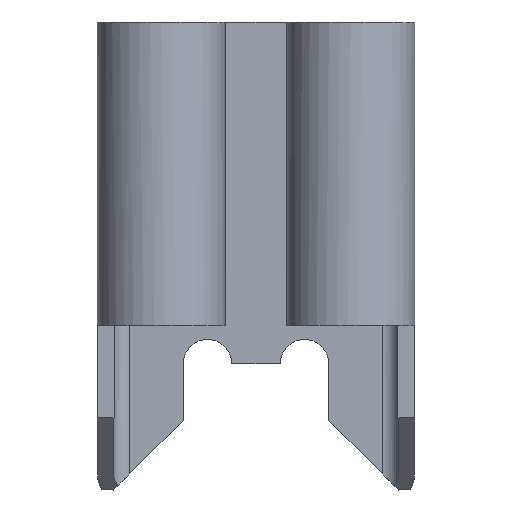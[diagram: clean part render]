
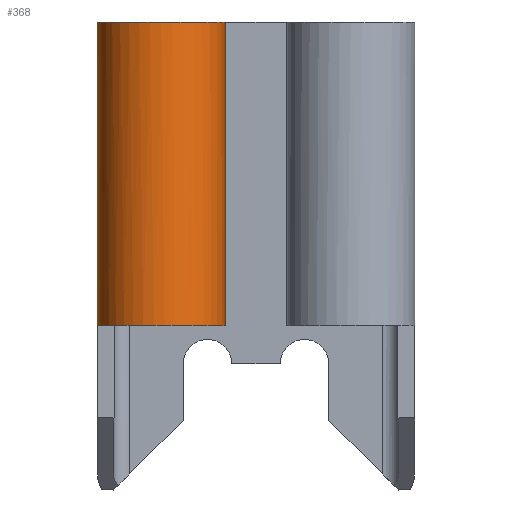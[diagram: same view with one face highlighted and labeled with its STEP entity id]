
A CAD part, top view. The second image highlights one B-rep face of the part: STEP entity #368.
In plain terms, the highlighted cylindrical face has radius 2.007 mm (diameter 4.013 mm), a partial arc.
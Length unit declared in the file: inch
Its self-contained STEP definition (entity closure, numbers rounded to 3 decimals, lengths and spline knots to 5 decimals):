
#32 = CARTESIAN_POINT ( 'NONE',  ( -0.038, 0.578, 0. ) ) ;
#100 = CARTESIAN_POINT ( 'NONE',  ( -0.196, 0.081, 0. ) ) ;
#127 =( BOUNDED_CURVE ( )  B_SPLINE_CURVE ( 3, ( #100, #818, #1051, #207 ),
 .UNSPECIFIED., .F., .T. ) 
 B_SPLINE_CURVE_WITH_KNOTS ( ( 4, 4 ),
 ( 1.5708, 1.67224 ),
 .UNSPECIFIED. ) 
 CURVE ( )  GEOMETRIC_REPRESENTATION_ITEM ( )  RATIONAL_B_SPLINE_CURVE ( ( 1., 0.999, 0.999, 1. ) ) 
 REPRESENTATION_ITEM ( '' )  );
#188 = DIRECTION ( 'NONE',  ( 0., 0., -1. ) ) ;
#207 = CARTESIAN_POINT ( 'NONE',  ( -0.19559, 0.089, 0.008 ) ) ;
#213 = VERTEX_POINT ( 'NONE', #904 ) ;
#263 = ORIENTED_EDGE ( 'NONE', *, *, #899, .F. ) ;
#275 = VECTOR ( 'NONE', #1054, 39.37008 ) ;
#284 = ORIENTED_EDGE ( 'NONE', *, *, #1279, .T. ) ;
#306 = DIRECTION ( 'NONE',  ( 0., -1., 0. ) ) ;
#368 = ADVANCED_FACE ( 'NONE', ( #938 ), #1147, .T. ) ;
#434 = CARTESIAN_POINT ( 'NONE',  ( -0.19559, 0.578, 0.008 ) ) ;
#435 = CARTESIAN_POINT ( 'NONE',  ( -0.196, 0.578, 0. ) ) ;
#473 = DIRECTION ( 'NONE',  ( 0., -1., 0. ) ) ;
#486 = DIRECTION ( 'NONE',  ( 0., -1., 0. ) ) ;
#535 = EDGE_LOOP ( 'NONE', ( #284, #915, #1169, #263, #786, #901 ) ) ;
#539 = EDGE_CURVE ( 'NONE', #756, #1323, #796, .T. ) ;
#576 = VECTOR ( 'NONE', #473, 39.37008 ) ;
#604 = EDGE_CURVE ( 'NONE', #961, #614, #704, .T. ) ;
#614 = VERTEX_POINT ( 'NONE', #1410 ) ;
#628 = AXIS2_PLACEMENT_3D ( 'NONE', #965, #306, #188 ) ;
#645 = CARTESIAN_POINT ( 'NONE',  ( -0.196, 0.578, 0. ) ) ;
#655 = AXIS2_PLACEMENT_3D ( 'NONE', #911, #486, #1245 ) ;
#704 = LINE ( 'NONE', #434, #275 ) ;
#707 = DIRECTION ( 'NONE',  ( 0., -1., 0. ) ) ;
#749 = CIRCLE ( 'NONE', #655, 0.079 ) ;
#756 = VERTEX_POINT ( 'NONE', #1357 ) ;
#786 = ORIENTED_EDGE ( 'NONE', *, *, #819, .F. ) ;
#796 = CIRCLE ( 'NONE', #805, 0.079 ) ;
#805 = AXIS2_PLACEMENT_3D ( 'NONE', #1043, #707, #1041 ) ;
#818 = CARTESIAN_POINT ( 'NONE',  ( -0.196, 0.08367, 0.00267 ) ) ;
#819 = EDGE_CURVE ( 'NONE', #756, #213, #866, .T. ) ;
#861 = CARTESIAN_POINT ( 'NONE',  ( -0.196, 0.081, 0. ) ) ;
#866 = LINE ( 'NONE', #32, #576 ) ;
#899 = EDGE_CURVE ( 'NONE', #213, #614, #749, .T. ) ;
#901 = ORIENTED_EDGE ( 'NONE', *, *, #539, .T. ) ;
#904 = CARTESIAN_POINT ( 'NONE',  ( -0.038, 0.203, 0. ) ) ;
#911 = CARTESIAN_POINT ( 'NONE',  ( -0.117, 0.203, 0. ) ) ;
#915 = ORIENTED_EDGE ( 'NONE', *, *, #1042, .T. ) ;
#938 = FACE_OUTER_BOUND ( 'NONE', #535, .T. ) ;
#961 = VERTEX_POINT ( 'NONE', #970 ) ;
#965 = CARTESIAN_POINT ( 'NONE',  ( -0.117, 0.578, 0. ) ) ;
#970 = CARTESIAN_POINT ( 'NONE',  ( -0.19559, 0.089, 0.008 ) ) ;
#1013 = VECTOR ( 'NONE', #1300, 39.37008 ) ;
#1035 = VERTEX_POINT ( 'NONE', #861 ) ;
#1041 = DIRECTION ( 'NONE',  ( 0., 0., -1. ) ) ;
#1042 = EDGE_CURVE ( 'NONE', #1035, #961, #127, .T. ) ;
#1043 = CARTESIAN_POINT ( 'NONE',  ( -0.117, 0.578, 0. ) ) ;
#1051 = CARTESIAN_POINT ( 'NONE',  ( -0.19586, 0.08634, 0.00534 ) ) ;
#1054 = DIRECTION ( 'NONE',  ( 0., 1., 0. ) ) ;
#1147 = CYLINDRICAL_SURFACE ( 'NONE', #628, 0.079 ) ;
#1169 = ORIENTED_EDGE ( 'NONE', *, *, #604, .T. ) ;
#1245 = DIRECTION ( 'NONE',  ( 0., 0., 1. ) ) ;
#1279 = EDGE_CURVE ( 'NONE', #1323, #1035, #1409, .T. ) ;
#1300 = DIRECTION ( 'NONE',  ( 0., -1., 0. ) ) ;
#1323 = VERTEX_POINT ( 'NONE', #645 ) ;
#1357 = CARTESIAN_POINT ( 'NONE',  ( -0.038, 0.578, 0. ) ) ;
#1409 = LINE ( 'NONE', #435, #1013 ) ;
#1410 = CARTESIAN_POINT ( 'NONE',  ( -0.19559, 0.203, 0.008 ) ) ;
